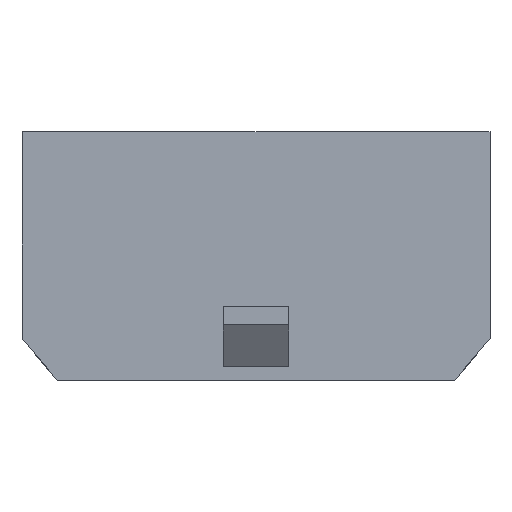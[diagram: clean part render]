
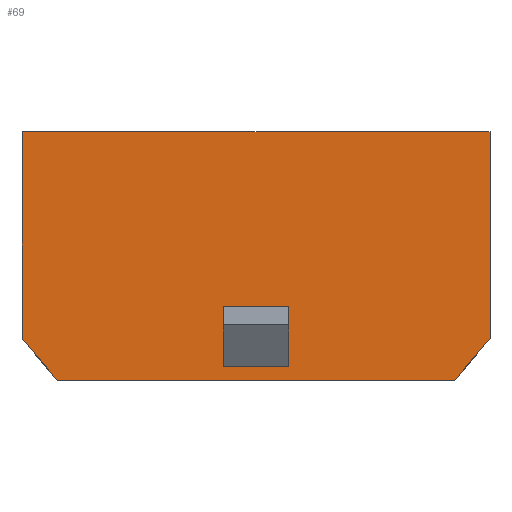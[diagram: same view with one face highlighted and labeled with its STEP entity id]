
A CAD part, top view. The second image highlights one B-rep face of the part: STEP entity #69.
In plain terms, the highlighted planar face has unit normal (0, 0, 1).
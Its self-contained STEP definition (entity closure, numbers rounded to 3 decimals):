
#69=ADVANCED_FACE('',(#288,#289),#290,.T.);
#288=FACE_OUTER_BOUND('',#681,.T.);
#289=FACE_BOUND('',#682,.T.);
#290=PLANE('',#683);
#681=EDGE_LOOP('',(#1226,#1227,#1228,#1229,#1230,#1231));
#682=EDGE_LOOP('',(#1232,#1233,#1234,#1235));
#683=AXIS2_PLACEMENT_3D('',#1236,#1237,#1238);
#1226=ORIENTED_EDGE('',*,*,#2563,.F.);
#1227=ORIENTED_EDGE('',*,*,#2569,.F.);
#1228=ORIENTED_EDGE('',*,*,#2599,.T.);
#1229=ORIENTED_EDGE('',*,*,#2600,.T.);
#1230=ORIENTED_EDGE('',*,*,#2559,.F.);
#1231=ORIENTED_EDGE('',*,*,#2594,.F.);
#1232=ORIENTED_EDGE('',*,*,#2601,.T.);
#1233=ORIENTED_EDGE('',*,*,#2602,.T.);
#1234=ORIENTED_EDGE('',*,*,#2603,.F.);
#1235=ORIENTED_EDGE('',*,*,#2604,.F.);
#1236=CARTESIAN_POINT('',(9.32,9.9,3.86));
#1237=DIRECTION('',(0.,0.0,1.0));
#1238=DIRECTION('',(1.0,-0.0,0.));
#2559=EDGE_CURVE('',#3077,#3072,#3079,.T.);
#2563=EDGE_CURVE('',#3085,#3080,#3087,.T.);
#2569=EDGE_CURVE('',#3097,#3085,#3099,.T.);
#2594=EDGE_CURVE('',#3080,#3077,#3147,.T.);
#2599=EDGE_CURVE('',#3097,#3154,#3155,.T.);
#2600=EDGE_CURVE('',#3154,#3072,#3156,.T.);
#2601=EDGE_CURVE('',#3157,#3158,#3159,.T.);
#2602=EDGE_CURVE('',#3158,#3160,#3161,.T.);
#2603=EDGE_CURVE('',#3162,#3160,#3163,.T.);
#2604=EDGE_CURVE('',#3157,#3162,#3164,.T.);
#3072=VERTEX_POINT('',#3876);
#3077=VERTEX_POINT('',#3883);
#3079=LINE('',#3886,#3887);
#3080=VERTEX_POINT('',#3888);
#3085=VERTEX_POINT('',#3895);
#3087=LINE('',#3898,#3899);
#3097=VERTEX_POINT('',#3913);
#3099=LINE('',#3916,#3917);
#3147=LINE('',#3989,#3990);
#3154=VERTEX_POINT('',#4001);
#3155=LINE('',#4002,#4003);
#3156=LINE('',#4004,#4005);
#3157=VERTEX_POINT('',#4006);
#3158=VERTEX_POINT('',#4007);
#3159=LINE('',#4008,#4009);
#3160=VERTEX_POINT('',#4010);
#3161=LINE('',#4011,#4012);
#3162=VERTEX_POINT('',#4013);
#3163=LINE('',#4014,#4015);
#3164=LINE('',#4016,#4017);
#3876=CARTESIAN_POINT('',(-9.32,1.668,3.86));
#3883=CARTESIAN_POINT('',(-7.92,0.0,3.86));
#3886=CARTESIAN_POINT('',(-7.92,0.,3.86));
#3887=VECTOR('',#4902,1.0);
#3888=CARTESIAN_POINT('',(7.92,0.0,3.86));
#3895=CARTESIAN_POINT('',(9.32,1.668,3.86));
#3898=CARTESIAN_POINT('',(9.32,1.668,3.86));
#3899=VECTOR('',#4906,1.0);
#3913=CARTESIAN_POINT('',(9.32,9.9,3.86));
#3916=CARTESIAN_POINT('',(9.32,9.9,3.86));
#3917=VECTOR('',#4912,1.0);
#3989=CARTESIAN_POINT('',(9.32,0.0,3.86));
#3990=VECTOR('',#4937,1.0);
#4001=CARTESIAN_POINT('',(-9.32,9.9,3.86));
#4002=CARTESIAN_POINT('',(9.32,9.9,3.86));
#4003=VECTOR('',#4942,1.0);
#4004=CARTESIAN_POINT('',(-9.32,9.9,3.86));
#4005=VECTOR('',#4943,1.0);
#4006=CARTESIAN_POINT('',(1.3,0.54,3.86));
#4007=CARTESIAN_POINT('',(-1.3,0.54,3.86));
#4008=CARTESIAN_POINT('',(1.3,0.54,3.86));
#4009=VECTOR('',#4944,1.0);
#4010=CARTESIAN_POINT('',(-1.3,2.95,3.86));
#4011=CARTESIAN_POINT('',(-1.3,0.54,3.86));
#4012=VECTOR('',#4945,1.0);
#4013=CARTESIAN_POINT('',(1.3,2.95,3.86));
#4014=CARTESIAN_POINT('',(1.3,2.95,3.86));
#4015=VECTOR('',#4946,1.0);
#4016=CARTESIAN_POINT('',(1.3,0.54,3.86));
#4017=VECTOR('',#4947,1.0);
#4902=DIRECTION('',(-0.643,0.766,0.));
#4906=DIRECTION('',(-0.643,-0.766,0.));
#4912=DIRECTION('',(0.0,-1.0,0.0));
#4937=DIRECTION('',(-1.0,0.0,0.));
#4942=DIRECTION('',(-1.0,0.0,0.));
#4943=DIRECTION('',(0.0,-1.0,0.0));
#4944=DIRECTION('',(-1.0,0.0,0.0));
#4945=DIRECTION('',(0.0,1.0,0.));
#4946=DIRECTION('',(-1.0,0.0,0.0));
#4947=DIRECTION('',(0.0,1.0,0.));
